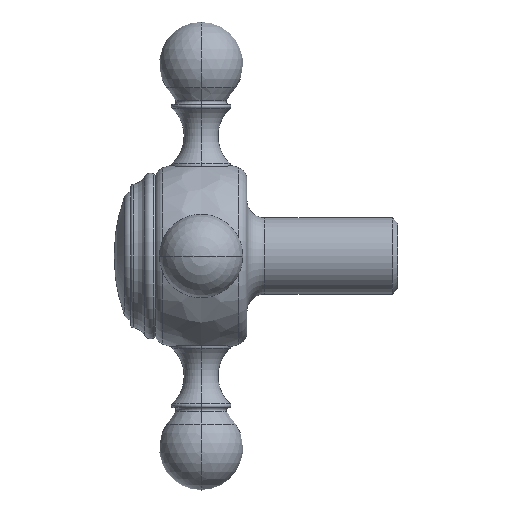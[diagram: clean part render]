
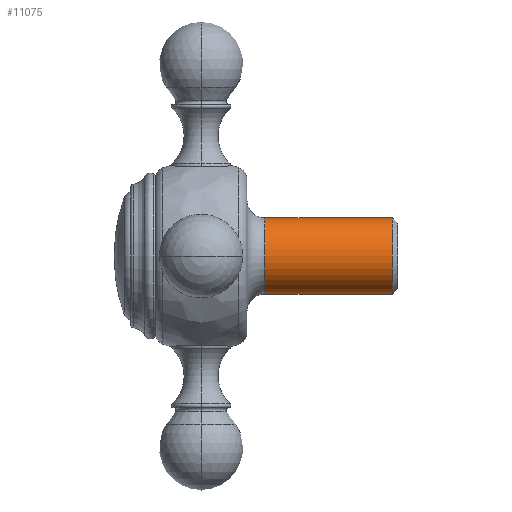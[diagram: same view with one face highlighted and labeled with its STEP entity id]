
A CAD part, left-side view. The second image highlights one B-rep face of the part: STEP entity #11075.
In plain terms, the highlighted cylindrical face has radius 6.35 mm (diameter 12.7 mm), a partial arc.
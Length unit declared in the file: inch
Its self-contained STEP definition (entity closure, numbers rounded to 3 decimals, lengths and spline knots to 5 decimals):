
#3324=CARTESIAN_POINT('',(0.,0.035,0.));
#3325=DIRECTION('',(0.,1.,0.));
#3326=DIRECTION('',(0.,0.,-1.));
#3327=AXIS2_PLACEMENT_3D('',#3324,#3325,#3326);
#3329=CARTESIAN_POINT('',(0.,0.872,0.));
#3330=DIRECTION('',(0.,-1.,0.));
#3331=DIRECTION('',(0.,0.,1.));
#3332=AXIS2_PLACEMENT_3D('',#3329,#3330,#3331);
#3347=DIRECTION('',(0.,-1.,0.));
#3348=VECTOR('',#3347,0.837);
#3349=CARTESIAN_POINT('',(0.,0.872,0.25));
#3350=LINE('',#3349,#3348);
#3356=DIRECTION('',(0.,-1.,0.));
#3357=VECTOR('',#3356,0.837);
#3358=CARTESIAN_POINT('',(0.,0.872,-0.25));
#3359=LINE('',#3358,#3357);
#5859=CARTESIAN_POINT('',(0.,0.872,-0.25));
#5860=CARTESIAN_POINT('',(0.,0.872,0.25));
#5861=VERTEX_POINT('',#5859);
#5862=VERTEX_POINT('',#5860);
#6434=CARTESIAN_POINT('',(0.,0.035,-0.25));
#6435=CARTESIAN_POINT('',(0.,0.035,0.25));
#6436=VERTEX_POINT('',#6434);
#6437=VERTEX_POINT('',#6435);
#11061=CARTESIAN_POINT('',(0.,-2.6912,0.));
#11062=DIRECTION('',(0.,1.,0.));
#11063=DIRECTION('',(0.,0.,-1.));
#11064=AXIS2_PLACEMENT_3D('',#11061,#11062,#11063);
#11065=CYLINDRICAL_SURFACE('',#11064,0.25);
#11067=ORIENTED_EDGE('',*,*,#11066,.F.);
#11069=ORIENTED_EDGE('',*,*,#11068,.F.);
#11070=ORIENTED_EDGE('',*,*,#11055,.F.);
#11072=ORIENTED_EDGE('',*,*,#11071,.T.);
#11073=EDGE_LOOP('',(#11067,#11069,#11070,#11072));
#11074=FACE_OUTER_BOUND('',#11073,.F.);
#11075=ADVANCED_FACE('',(#11074),#11065,.T.);
#3328=CIRCLE('',#3327,0.25);
#3333=CIRCLE('',#3332,0.25);
#11055=EDGE_CURVE('',#5862,#5861,#3333,.T.);
#11066=EDGE_CURVE('',#6436,#6437,#3328,.T.);
#11068=EDGE_CURVE('',#5861,#6436,#3359,.T.);
#11071=EDGE_CURVE('',#5862,#6437,#3350,.T.);
